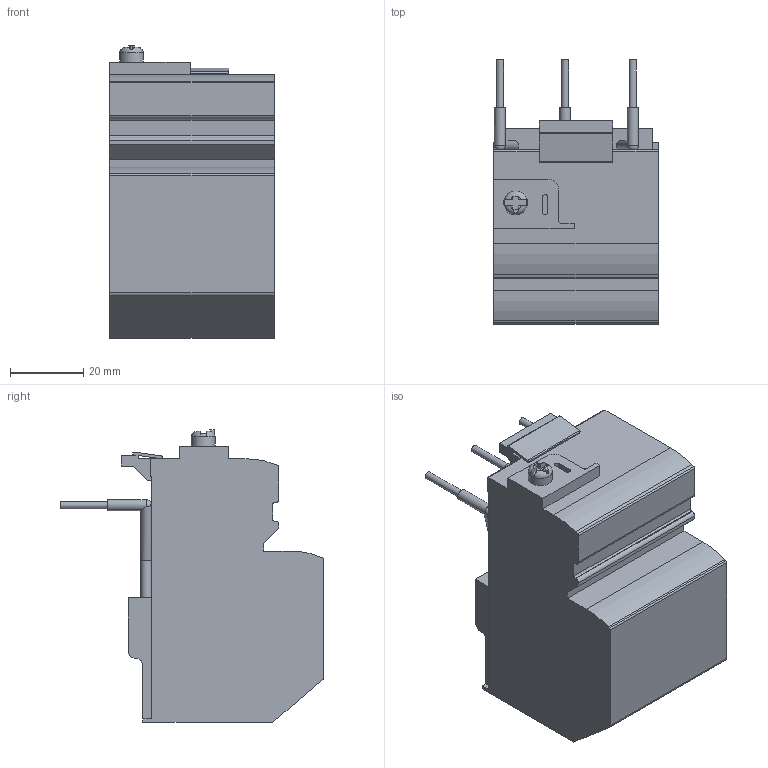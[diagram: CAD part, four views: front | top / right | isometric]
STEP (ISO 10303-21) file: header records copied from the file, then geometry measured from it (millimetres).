
FILE_DESCRIPTION(/* description */ (''),/* implementation_level */ '2;1');
FILE_NAME(/* name */ '3d_RFE453200.stp',/* time_stamp */ '2020-03-25T10:32:49+01:00',/* author */ ('Andrzej'),/* organization */ (''),/* preprocessor_version */ 'ST-DEVELOPER v16.13',/* originating_system */ 'AutoCAD Mechanical',/* authorisation */ '');
FILE_SCHEMA (('AUTOMOTIVE_DESIGN { 1 0 10303 214 3 1 1 }'));
Length unit declared in the file: millimetre
Products named in the file (1): Product
Bounding box: 45 x 72.1 x 80 mm (x, y, z)
Volume: 142050.3 mm3; surface area: 19645.3 mm2
Topology: 1 solids, 1 shells, 116 faces, 543 edges, 654 vertices
Faces by surface type: plane 73, cylinder 39, sphere 3, torus 1
Full cylindrical faces by diameter (mm): 2 x3, 3 x9, 6.5 x1
Entity records: 5569 total; most frequent: CARTESIAN_POINT 1409, DIRECTION 937, ORIENTED_EDGE 592, LINE 317, VECTOR 317, AXIS2_PLACEMENT_3D 310, EDGE_CURVE 296, STYLED_ITEM 223
